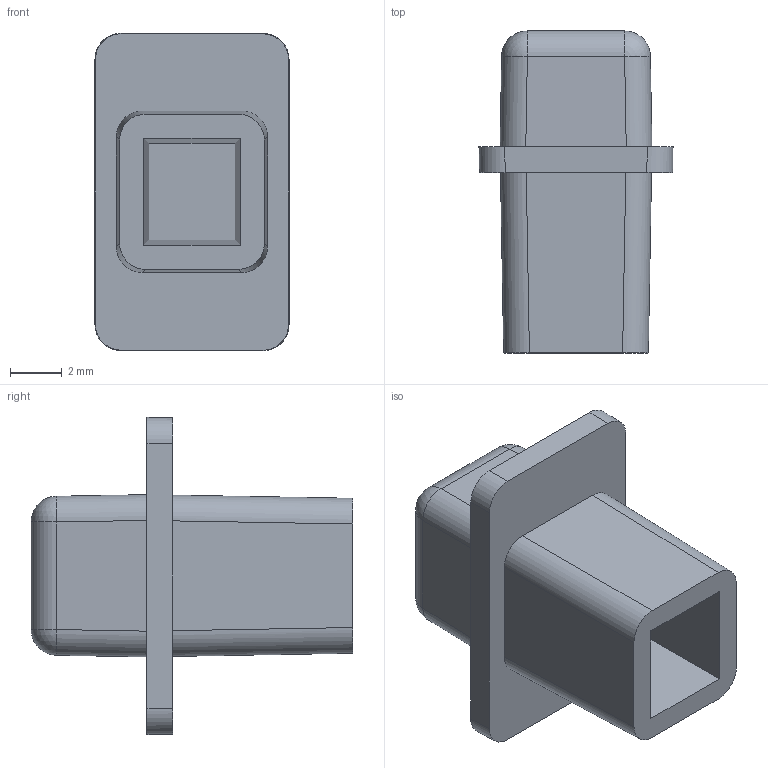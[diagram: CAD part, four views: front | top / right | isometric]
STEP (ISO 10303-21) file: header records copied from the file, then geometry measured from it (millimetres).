
FILE_DESCRIPTION(/* description */ (''),/* implementation_level */ '2;1');
FILE_NAME(/* name */ 'Switch.ipt.step',/* time_stamp */ '2020-04-16T23:09:41-04:00',/* author */ ('Jordan'),/* organization */ (''),/* preprocessor_version */ 'ST-DEVELOPER v17',/* originating_system */ 'Autodesk Inventor 2019',/* authorisation */ '');
FILE_SCHEMA (('AUTOMOTIVE_DESIGN { 1 0 10303 214 3 1 1 }'));
Length unit declared in the file: inch
Products named in the file (1): Switch
Bounding box: 7.54 x 12.5 x 12.32 mm (x, y, z)
Volume: 324.8 mm3; surface area: 632.1 mm2
Topology: 1 solids, 1 shells, 41 faces, 96 edges, 60 vertices
Faces by surface type: plane 21, cylinder 16, sphere 4
Entity records: 1207 total; most frequent: DIRECTION 212, CARTESIAN_POINT 198, ORIENTED_EDGE 192, EDGE_CURVE 96, AXIS2_PLACEMENT_3D 74, LINE 64, VECTOR 64, VERTEX_POINT 60
